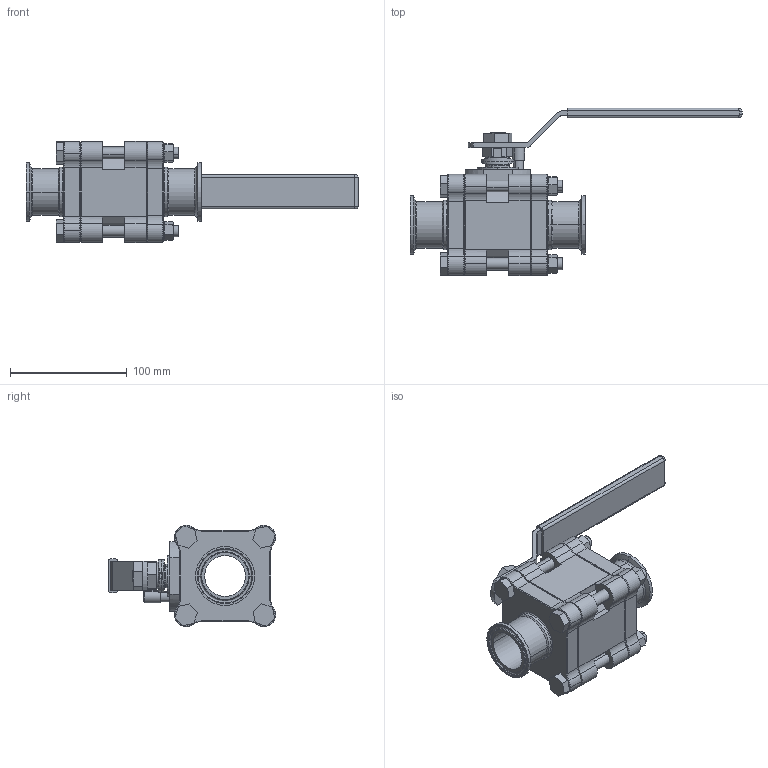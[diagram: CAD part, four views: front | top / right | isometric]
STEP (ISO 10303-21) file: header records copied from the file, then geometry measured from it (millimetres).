
FILE_DESCRIPTION (( 'STEP AP203' ), '1' );
FILE_NAME ('9020-150-TC.STEP', '2021-07-12T15:24:26', ( '' ), ( '' ), 'SwSTEP 2.0', 'SolidWorks 2018', '' );
FILE_SCHEMA (( 'CONFIG_CONTROL_DESIGN' ));
Length unit declared in the file: inch
Products named in the file (1): 9020-150-TC
Bounding box: 284.37 x 143.2 x 86.6 mm (x, y, z)
Volume: 522663.6 mm3; surface area: 202487.3 mm2
Topology: 31 solids, 31 shells, 872 faces, 2132 edges, 1350 vertices
Faces by surface type: cylinder 319, plane 269, cone 153, bspline 96, torus 28, sphere 7
Entity records: 30361 total; most frequent: CARTESIAN_POINT 10574, ORIENTED_EDGE 4248, DIRECTION 3953, EDGE_CURVE 2124, AXIS2_PLACEMENT_3D 1558, VERTEX_POINT 1346, EDGE_LOOP 988, FACE_OUTER_BOUND 872
